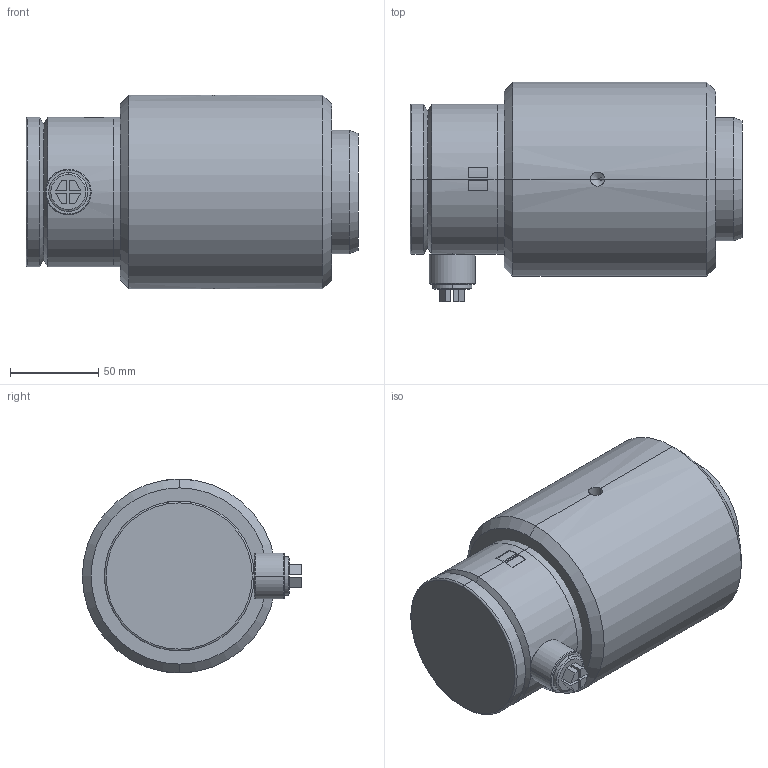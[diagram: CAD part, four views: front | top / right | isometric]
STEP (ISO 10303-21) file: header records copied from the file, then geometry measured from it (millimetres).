
FILE_DESCRIPTION (( 'STEP AP214' ), '1' );
FILE_NAME ('CFGCY0076597-Cylinder.step', '2025-10-27T22:21:30', ( 'Kramp IT' ), ( 'Kramp' ), 'SwSTEP 2.0', 'SolidWorks 2021', '' );
FILE_SCHEMA (( 'AUTOMOTIVE_DESIGN' ));
Length unit declared in the file: millimetre
Products named in the file (16): 7993RW70; Tube-WA_Simplified; LSN06E; Tube-MA_Simplified; DC3907501; Tube_Simplified; ATT-NONE; PC2907007_Simplified; MATE-AID; SP06M; PC2907007VM_Simplified; Rod_Simplified; CFGCY0076597-Cylinder; PC2907003; Rod-WA_Simplified
Assembly tree (13 placements, depth 4):
  ATT-NONE
  MATE-AID
  CFGCY0076597-Cylinder
    Tube-WA_Simplified
      Tube-MA_Simplified
        Tube_Simplified
      LSN06E
      DC3907501
        DC3907501
    Rod-WA_Simplified
      Rod_Simplified
    PC2907007VM_Simplified
      PC2907007_Simplified
    7993RW70
    PC2907003
    SP06M
Bounding box: 188.37 x 124.5 x 110 mm (x, y, z)
Volume: 1480680.7 mm3; surface area: 201999.3 mm2
Topology: 8 solids, 8 shells, 193 faces, 435 edges, 272 vertices
Faces by surface type: cylinder 81, plane 64, cone 40, torus 8
Entity records: 7061 total; most frequent: CARTESIAN_POINT 1183, DIRECTION 1061, ORIENTED_EDGE 862, EDGE_CURVE 431, AXIS2_PLACEMENT_3D 426, VERTEX_POINT 272, EDGE_LOOP 221, CIRCLE 212
